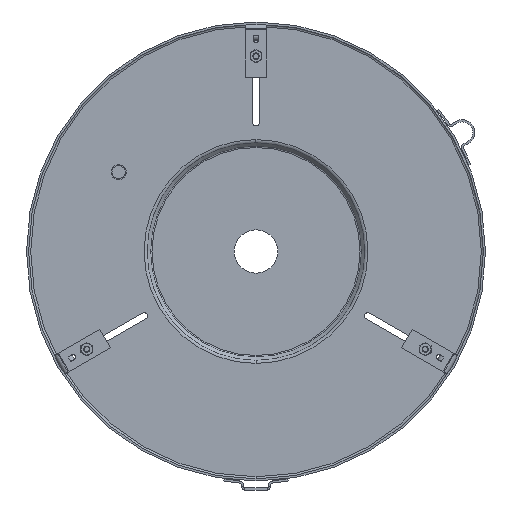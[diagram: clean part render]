
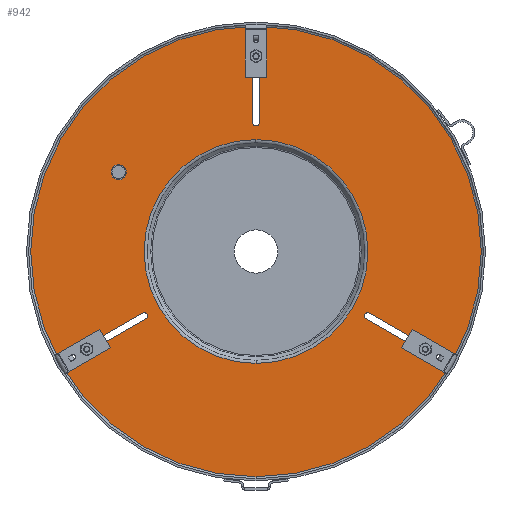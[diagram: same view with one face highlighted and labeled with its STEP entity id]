
A CAD part, front view. The second image highlights one B-rep face of the part: STEP entity #942.
In plain terms, the highlighted planar face has unit normal (0, -1, 0).
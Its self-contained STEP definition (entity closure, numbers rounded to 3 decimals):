
#263=CARTESIAN_POINT('',(0.,-7.,0.));
#264=DIRECTION('',(0.,-1.,0.));
#265=DIRECTION('',(0.,0.,-1.));
#266=AXIS2_PLACEMENT_3D('',#263,#264,#265);
#268=CARTESIAN_POINT('',(0.,-7.,0.));
#269=DIRECTION('',(0.,1.,0.));
#270=DIRECTION('',(0.,0.,-1.));
#271=AXIS2_PLACEMENT_3D('',#268,#269,#270);
#273=DIRECTION('',(0.,0.,-1.));
#274=VECTOR('',#273,82.);
#275=CARTESIAN_POINT('',(3.25,-7.,204.));
#276=LINE('',#275,#274);
#277=CARTESIAN_POINT('',(0.,-7.,204.));
#278=DIRECTION('',(0.,1.,0.));
#279=DIRECTION('',(-1.,0.,0.));
#280=AXIS2_PLACEMENT_3D('',#277,#278,#279);
#282=DIRECTION('',(0.,0.,1.));
#283=VECTOR('',#282,82.);
#284=CARTESIAN_POINT('',(-3.25,-7.,122.));
#285=LINE('',#284,#283);
#286=CARTESIAN_POINT('',(0.,-7.,122.));
#287=DIRECTION('',(0.,1.,0.));
#288=DIRECTION('',(1.,0.,0.));
#289=AXIS2_PLACEMENT_3D('',#286,#287,#288);
#291=CARTESIAN_POINT('',(-176.669,-7.,-102.));
#292=DIRECTION('',(0.,1.,0.));
#293=DIRECTION('',(0.5,0.,-0.866));
#294=AXIS2_PLACEMENT_3D('',#291,#292,#293);
#296=DIRECTION('',(-0.866,0.,-0.5));
#297=VECTOR('',#296,82.);
#298=CARTESIAN_POINT('',(-104.03,-7.,-63.815));
#299=LINE('',#298,#297);
#300=CARTESIAN_POINT('',(-105.655,-7.,-61.));
#301=DIRECTION('',(0.,1.,0.));
#302=DIRECTION('',(-0.5,0.,0.866));
#303=AXIS2_PLACEMENT_3D('',#300,#301,#302);
#305=DIRECTION('',(0.866,0.,0.5));
#306=VECTOR('',#305,82.);
#307=CARTESIAN_POINT('',(-178.294,-7.,-99.185));
#308=LINE('',#307,#306);
#309=CARTESIAN_POINT('',(176.669,-7.,-102.));
#310=DIRECTION('',(0.,1.,0.));
#311=DIRECTION('',(0.5,0.,0.866));
#312=AXIS2_PLACEMENT_3D('',#309,#310,#311);
#314=DIRECTION('',(0.866,0.,-0.5));
#315=VECTOR('',#314,82.);
#316=CARTESIAN_POINT('',(107.28,-7.,-58.185));
#317=LINE('',#316,#315);
#318=CARTESIAN_POINT('',(105.655,-7.,-61.));
#319=DIRECTION('',(0.,1.,0.));
#320=DIRECTION('',(-0.5,0.,-0.866));
#321=AXIS2_PLACEMENT_3D('',#318,#319,#320);
#323=DIRECTION('',(-0.866,0.,0.5));
#324=VECTOR('',#323,82.);
#325=CARTESIAN_POINT('',(175.044,-7.,-104.815));
#326=LINE('',#325,#324);
#327=CARTESIAN_POINT('',(-129.904,-7.,75.));
#328=DIRECTION('',(0.,-1.,0.));
#329=DIRECTION('',(1.,0.,0.));
#330=AXIS2_PLACEMENT_3D('',#327,#328,#329);
#332=CARTESIAN_POINT('',(-129.904,-7.,75.));
#333=DIRECTION('',(0.,-1.,0.));
#334=DIRECTION('',(-1.,0.,0.));
#335=AXIS2_PLACEMENT_3D('',#332,#333,#334);
#347=CARTESIAN_POINT('',(0.,-7.,0.));
#348=DIRECTION('',(0.,1.,0.));
#349=DIRECTION('',(0.,0.,-1.));
#350=AXIS2_PLACEMENT_3D('',#347,#348,#349);
#352=CARTESIAN_POINT('',(0.,-7.,0.));
#353=DIRECTION('',(0.,-1.,0.));
#354=DIRECTION('',(0.,0.,-1.));
#355=AXIS2_PLACEMENT_3D('',#352,#353,#354);
#485=CARTESIAN_POINT('',(0.,-7.,-105.828));
#486=VERTEX_POINT('',#485);
#487=CARTESIAN_POINT('',(0.,-7.,-213.));
#488=VERTEX_POINT('',#487);
#497=CARTESIAN_POINT('',(0.,-7.,105.828));
#498=VERTEX_POINT('',#497);
#499=CARTESIAN_POINT('',(0.,-7.,213.));
#500=VERTEX_POINT('',#499);
#517=CARTESIAN_POINT('',(3.25,-7.,204.));
#518=CARTESIAN_POINT('',(3.25,-7.,122.));
#519=VERTEX_POINT('',#517);
#520=VERTEX_POINT('',#518);
#521=CARTESIAN_POINT('',(-3.25,-7.,122.));
#522=CARTESIAN_POINT('',(-3.25,-7.,204.));
#523=VERTEX_POINT('',#521);
#524=VERTEX_POINT('',#522);
#533=CARTESIAN_POINT('',(-175.044,-7.,-104.815));
#534=CARTESIAN_POINT('',(-178.294,-7.,-99.185));
#535=VERTEX_POINT('',#533);
#536=VERTEX_POINT('',#534);
#537=CARTESIAN_POINT('',(-107.28,-7.,-58.185));
#538=VERTEX_POINT('',#537);
#539=CARTESIAN_POINT('',(-104.03,-7.,-63.815));
#540=VERTEX_POINT('',#539);
#549=CARTESIAN_POINT('',(178.294,-7.,-99.185));
#550=CARTESIAN_POINT('',(175.044,-7.,-104.815));
#551=VERTEX_POINT('',#549);
#552=VERTEX_POINT('',#550);
#553=CARTESIAN_POINT('',(104.03,-7.,-63.815));
#554=VERTEX_POINT('',#553);
#555=CARTESIAN_POINT('',(107.28,-7.,-58.185));
#556=VERTEX_POINT('',#555);
#561=CARTESIAN_POINT('',(-122.904,-7.,75.));
#562=CARTESIAN_POINT('',(-136.904,-7.,75.));
#563=VERTEX_POINT('',#561);
#564=VERTEX_POINT('',#562);
#891=CARTESIAN_POINT('',(0.,-7.,0.));
#892=DIRECTION('',(0.,-1.,0.));
#893=DIRECTION('',(0.,0.,1.));
#894=AXIS2_PLACEMENT_3D('',#891,#892,#893);
#895=PLANE('',#894);
#897=ORIENTED_EDGE('',*,*,#896,.T.);
#899=ORIENTED_EDGE('',*,*,#898,.F.);
#900=EDGE_LOOP('',(#897,#899));
#901=FACE_OUTER_BOUND('',#900,.F.);
#902=ORIENTED_EDGE('',*,*,#886,.T.);
#903=ORIENTED_EDGE('',*,*,#870,.F.);
#904=EDGE_LOOP('',(#902,#903));
#905=FACE_BOUND('',#904,.F.);
#907=ORIENTED_EDGE('',*,*,#906,.F.);
#909=ORIENTED_EDGE('',*,*,#908,.F.);
#911=ORIENTED_EDGE('',*,*,#910,.F.);
#913=ORIENTED_EDGE('',*,*,#912,.F.);
#914=EDGE_LOOP('',(#907,#909,#911,#913));
#915=FACE_BOUND('',#914,.F.);
#917=ORIENTED_EDGE('',*,*,#916,.F.);
#919=ORIENTED_EDGE('',*,*,#918,.F.);
#921=ORIENTED_EDGE('',*,*,#920,.F.);
#923=ORIENTED_EDGE('',*,*,#922,.F.);
#924=EDGE_LOOP('',(#917,#919,#921,#923));
#925=FACE_BOUND('',#924,.F.);
#927=ORIENTED_EDGE('',*,*,#926,.F.);
#929=ORIENTED_EDGE('',*,*,#928,.F.);
#931=ORIENTED_EDGE('',*,*,#930,.F.);
#933=ORIENTED_EDGE('',*,*,#932,.F.);
#934=EDGE_LOOP('',(#927,#929,#931,#933));
#935=FACE_BOUND('',#934,.F.);
#937=ORIENTED_EDGE('',*,*,#936,.T.);
#939=ORIENTED_EDGE('',*,*,#938,.T.);
#940=EDGE_LOOP('',(#937,#939));
#941=FACE_BOUND('',#940,.F.);
#942=ADVANCED_FACE('',(#901,#905,#915,#925,#935,#941),#895,.T.);
#267=CIRCLE('',#266,105.828);
#272=CIRCLE('',#271,105.828);
#281=CIRCLE('',#280,3.25);
#290=CIRCLE('',#289,3.25);
#295=CIRCLE('',#294,3.25);
#304=CIRCLE('',#303,3.25);
#313=CIRCLE('',#312,3.25);
#322=CIRCLE('',#321,3.25);
#331=CIRCLE('',#330,7.);
#336=CIRCLE('',#335,7.);
#351=CIRCLE('',#350,213.);
#356=CIRCLE('',#355,213.);
#870=EDGE_CURVE('',#486,#498,#272,.T.);
#886=EDGE_CURVE('',#486,#498,#267,.T.);
#896=EDGE_CURVE('',#488,#500,#351,.T.);
#898=EDGE_CURVE('',#488,#500,#356,.T.);
#906=EDGE_CURVE('',#519,#520,#276,.T.);
#908=EDGE_CURVE('',#524,#519,#281,.T.);
#910=EDGE_CURVE('',#523,#524,#285,.T.);
#912=EDGE_CURVE('',#520,#523,#290,.T.);
#916=EDGE_CURVE('',#535,#536,#295,.T.);
#918=EDGE_CURVE('',#540,#535,#299,.T.);
#920=EDGE_CURVE('',#538,#540,#304,.T.);
#922=EDGE_CURVE('',#536,#538,#308,.T.);
#926=EDGE_CURVE('',#551,#552,#313,.T.);
#928=EDGE_CURVE('',#556,#551,#317,.T.);
#930=EDGE_CURVE('',#554,#556,#322,.T.);
#932=EDGE_CURVE('',#552,#554,#326,.T.);
#936=EDGE_CURVE('',#563,#564,#331,.T.);
#938=EDGE_CURVE('',#564,#563,#336,.T.);
